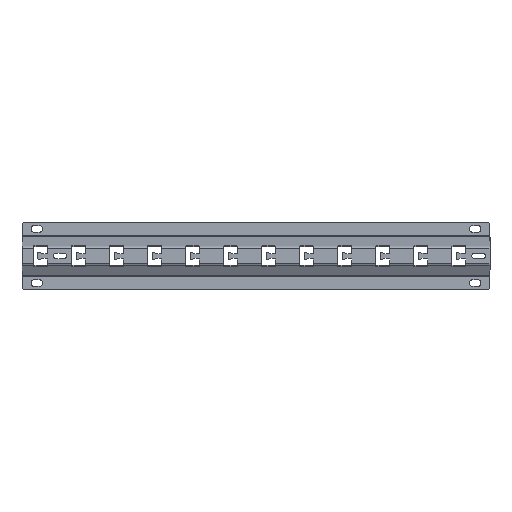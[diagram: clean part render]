
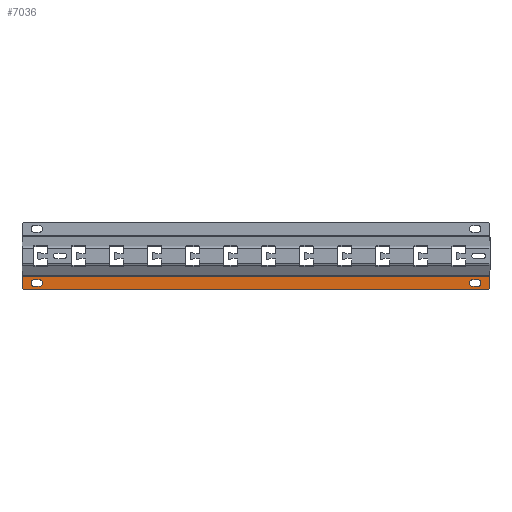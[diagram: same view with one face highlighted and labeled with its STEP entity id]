
A CAD part, top view. The second image highlights one B-rep face of the part: STEP entity #7036.
In plain terms, the highlighted planar face has unit normal (0, 0, 1).
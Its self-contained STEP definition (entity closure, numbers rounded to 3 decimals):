
#11 = DIRECTION ( 'NONE',  ( -1., 0., 0. ) ) ;
#172 = AXIS2_PLACEMENT_3D ( 'NONE', #7812, #9842, #6832 ) ;
#276 = CARTESIAN_POINT ( 'NONE',  ( 0., -31.061, -58.911 ) ) ;
#372 = VECTOR ( 'NONE', #5746, 1000. ) ;
#374 = CARTESIAN_POINT ( 'NONE',  ( 303.5, -40.561, -58.911 ) ) ;
#430 = DIRECTION ( 'NONE',  ( 0., 1., 0. ) ) ;
#539 = DIRECTION ( 'NONE',  ( 0., 0., 1. ) ) ;
#558 = CARTESIAN_POINT ( 'NONE',  ( 307.5, -26.788, -58.911 ) ) ;
#565 = CARTESIAN_POINT ( 'NONE',  ( 303.5, -44.561, -58.911 ) ) ;
#617 = CARTESIAN_POINT ( 'NONE',  ( -307.5, -26.788, -58.911 ) ) ;
#639 = AXIS2_PLACEMENT_3D ( 'NONE', #374, #11232, #6355 ) ;
#694 = AXIS2_PLACEMENT_3D ( 'NONE', #7237, #539, #8486 ) ;
#792 = CIRCLE ( 'NONE', #172, 4.5 ) ;
#811 = LINE ( 'NONE', #7513, #5170 ) ;
#837 = VECTOR ( 'NONE', #5671, 1000. ) ;
#923 = EDGE_CURVE ( 'NONE', #5330, #11545, #811, .T. ) ;
#999 = CARTESIAN_POINT ( 'NONE',  ( 285., -31.061, -58.911 ) ) ;
#1030 = CARTESIAN_POINT ( 'NONE',  ( -291., -31.061, -58.911 ) ) ;
#1042 = ORIENTED_EDGE ( 'NONE', *, *, #2358, .T. ) ;
#1061 = AXIS2_PLACEMENT_3D ( 'NONE', #10794, #4683, #5781 ) ;
#1172 = EDGE_LOOP ( 'NONE', ( #11308, #5944, #11973, #11685, #9258, #2901 ) ) ;
#1206 = DIRECTION ( 'NONE',  ( 0., 0., 1. ) ) ;
#1432 = ORIENTED_EDGE ( 'NONE', *, *, #10230, .F. ) ;
#1956 = EDGE_CURVE ( 'NONE', #9392, #3259, #10998, .T. ) ;
#1969 = CARTESIAN_POINT ( 'NONE',  ( 307.5, -40.561, -58.911 ) ) ;
#2198 = EDGE_CURVE ( 'NONE', #11945, #9028, #12442, .T. ) ;
#2269 = EDGE_CURVE ( 'NONE', #11995, #7695, #10861, .T. ) ;
#2358 = EDGE_CURVE ( 'NONE', #12514, #11995, #9371, .T. ) ;
#2410 = CIRCLE ( 'NONE', #3648, 4. ) ;
#2443 = EDGE_CURVE ( 'NONE', #5630, #9028, #7283, .T. ) ;
#2503 = EDGE_CURVE ( 'NONE', #10330, #10510, #9296, .T. ) ;
#2552 = DIRECTION ( 'NONE',  ( 1., 0., 0. ) ) ;
#2834 = CARTESIAN_POINT ( 'NONE',  ( -295.5, -35.561, -58.911 ) ) ;
#2857 = FACE_BOUND ( 'NONE', #7887, .T. ) ;
#2901 = ORIENTED_EDGE ( 'NONE', *, *, #11939, .F. ) ;
#3214 = ORIENTED_EDGE ( 'NONE', *, *, #3470, .F. ) ;
#3259 = VERTEX_POINT ( 'NONE', #8283 ) ;
#3341 = AXIS2_PLACEMENT_3D ( 'NONE', #10918, #12099, #8971 ) ;
#3470 = EDGE_CURVE ( 'NONE', #6803, #5330, #792, .T. ) ;
#3648 = AXIS2_PLACEMENT_3D ( 'NONE', #10283, #9312, #7349 ) ;
#3769 = CARTESIAN_POINT ( 'NONE',  ( -307.5, -26.788, -58.911 ) ) ;
#3919 = ORIENTED_EDGE ( 'NONE', *, *, #8801, .F. ) ;
#3994 = EDGE_CURVE ( 'NONE', #10330, #6742, #2410, .T. ) ;
#4150 = CARTESIAN_POINT ( 'NONE',  ( -285., -31.061, -58.911 ) ) ;
#4429 = ORIENTED_EDGE ( 'NONE', *, *, #7706, .T. ) ;
#4683 = DIRECTION ( 'NONE',  ( 0., 0., 1. ) ) ;
#5075 = EDGE_CURVE ( 'NONE', #3259, #12514, #12657, .T. ) ;
#5170 = VECTOR ( 'NONE', #9675, 1000. ) ;
#5185 = AXIS2_PLACEMENT_3D ( 'NONE', #6845, #11941, #11006 ) ;
#5202 = VECTOR ( 'NONE', #430, 1000. ) ;
#5330 = VERTEX_POINT ( 'NONE', #12326 ) ;
#5469 = CARTESIAN_POINT ( 'NONE',  ( 307.5, -44.561, -58.911 ) ) ;
#5630 = VERTEX_POINT ( 'NONE', #565 ) ;
#5660 = CARTESIAN_POINT ( 'NONE',  ( -291., -35.561, -58.911 ) ) ;
#5671 = DIRECTION ( 'NONE',  ( 1., 0., 0. ) ) ;
#5746 = DIRECTION ( 'NONE',  ( -1., 0., 0. ) ) ;
#5781 = DIRECTION ( 'NONE',  ( 1., 0., 0. ) ) ;
#5828 = VERTEX_POINT ( 'NONE', #11764 ) ;
#5944 = ORIENTED_EDGE ( 'NONE', *, *, #3994, .T. ) ;
#6024 = DIRECTION ( 'NONE',  ( 1., 0., 0. ) ) ;
#6128 = LINE ( 'NONE', #276, #11901 ) ;
#6219 = CARTESIAN_POINT ( 'NONE',  ( 291., -35.561, -58.911 ) ) ;
#6290 = CARTESIAN_POINT ( 'NONE',  ( -307.5, -25.754, -58.911 ) ) ;
#6355 = DIRECTION ( 'NONE',  ( 1., 0., 0. ) ) ;
#6411 = DIRECTION ( 'NONE',  ( 1., 0., 0. ) ) ;
#6699 = AXIS2_PLACEMENT_3D ( 'NONE', #5660, #7477, #2552 ) ;
#6742 = VERTEX_POINT ( 'NONE', #12119 ) ;
#6803 = VERTEX_POINT ( 'NONE', #12243 ) ;
#6832 = DIRECTION ( 'NONE',  ( 1., 0., 0. ) ) ;
#6845 = CARTESIAN_POINT ( 'NONE',  ( -285., -35.561, -58.911 ) ) ;
#7036 = ADVANCED_FACE ( 'NONE', ( #10735, #8787, #2857 ), #7867, .T. ) ;
#7237 = CARTESIAN_POINT ( 'NONE',  ( 285., -35.561, -58.911 ) ) ;
#7283 = CIRCLE ( 'NONE', #639, 4. ) ;
#7288 = EDGE_CURVE ( 'NONE', #5630, #6742, #10395, .T. ) ;
#7349 = DIRECTION ( 'NONE',  ( 1., 0., 0. ) ) ;
#7461 = DIRECTION ( 'NONE',  ( -1., 0., 0. ) ) ;
#7477 = DIRECTION ( 'NONE',  ( 0., 0., -1. ) ) ;
#7513 = CARTESIAN_POINT ( 'NONE',  ( 0., -40.061, -58.911 ) ) ;
#7695 = VERTEX_POINT ( 'NONE', #1030 ) ;
#7706 = EDGE_CURVE ( 'NONE', #7695, #9392, #10495, .T. ) ;
#7812 = CARTESIAN_POINT ( 'NONE',  ( 285., -35.561, -58.911 ) ) ;
#7867 = PLANE ( 'NONE',  #1061 ) ;
#7887 = EDGE_LOOP ( 'NONE', ( #10847, #1042, #11859, #4429, #12848 ) ) ;
#8222 = EDGE_CURVE ( 'NONE', #11545, #5828, #12758, .T. ) ;
#8283 = CARTESIAN_POINT ( 'NONE',  ( -285., -40.061, -58.911 ) ) ;
#8486 = DIRECTION ( 'NONE',  ( 1., 0., 0. ) ) ;
#8544 = CARTESIAN_POINT ( 'NONE',  ( 0., -31.061, -58.911 ) ) ;
#8593 = CIRCLE ( 'NONE', #694, 4.5 ) ;
#8596 = VERTEX_POINT ( 'NONE', #999 ) ;
#8787 = FACE_OUTER_BOUND ( 'NONE', #1172, .T. ) ;
#8801 = EDGE_CURVE ( 'NONE', #8596, #6803, #8593, .T. ) ;
#8971 = DIRECTION ( 'NONE',  ( 1., 0., 0. ) ) ;
#9028 = VERTEX_POINT ( 'NONE', #1969 ) ;
#9132 = ORIENTED_EDGE ( 'NONE', *, *, #923, .F. ) ;
#9181 = VECTOR ( 'NONE', #7461, 1000. ) ;
#9258 = ORIENTED_EDGE ( 'NONE', *, *, #2198, .F. ) ;
#9296 = LINE ( 'NONE', #6290, #5202 ) ;
#9312 = DIRECTION ( 'NONE',  ( 0., 0., 1. ) ) ;
#9371 = CIRCLE ( 'NONE', #3341, 4.5 ) ;
#9392 = VERTEX_POINT ( 'NONE', #4150 ) ;
#9474 = EDGE_LOOP ( 'NONE', ( #12350, #9132, #3214, #3919, #1432 ) ) ;
#9567 = DIRECTION ( 'NONE',  ( 0., -1., 0. ) ) ;
#9675 = DIRECTION ( 'NONE',  ( 1., 0., 0. ) ) ;
#9782 = CARTESIAN_POINT ( 'NONE',  ( -291., -40.061, -58.911 ) ) ;
#9842 = DIRECTION ( 'NONE',  ( 0., 0., 1. ) ) ;
#10022 = VECTOR ( 'NONE', #6411, 1000. ) ;
#10230 = EDGE_CURVE ( 'NONE', #5828, #8596, #6128, .T. ) ;
#10283 = CARTESIAN_POINT ( 'NONE',  ( -303.5, -40.561, -58.911 ) ) ;
#10330 = VERTEX_POINT ( 'NONE', #12250 ) ;
#10395 = LINE ( 'NONE', #12425, #9181 ) ;
#10495 = LINE ( 'NONE', #8544, #837 ) ;
#10510 = VERTEX_POINT ( 'NONE', #3769 ) ;
#10666 = CARTESIAN_POINT ( 'NONE',  ( 291., -40.061, -58.911 ) ) ;
#10704 = CARTESIAN_POINT ( 'NONE',  ( 0., -40.061, -58.911 ) ) ;
#10735 = FACE_BOUND ( 'NONE', #9474, .T. ) ;
#10794 = CARTESIAN_POINT ( 'NONE',  ( 0., 0.346, -58.911 ) ) ;
#10847 = ORIENTED_EDGE ( 'NONE', *, *, #5075, .T. ) ;
#10861 = CIRCLE ( 'NONE', #6699, 4.5 ) ;
#10883 = AXIS2_PLACEMENT_3D ( 'NONE', #6219, #1206, #6024 ) ;
#10918 = CARTESIAN_POINT ( 'NONE',  ( -291., -35.561, -58.911 ) ) ;
#10998 = CIRCLE ( 'NONE', #5185, 4.5 ) ;
#11006 = DIRECTION ( 'NONE',  ( 1., 0., 0. ) ) ;
#11232 = DIRECTION ( 'NONE',  ( 0., 0., 1. ) ) ;
#11303 = LINE ( 'NONE', #617, #10022 ) ;
#11308 = ORIENTED_EDGE ( 'NONE', *, *, #2503, .F. ) ;
#11545 = VERTEX_POINT ( 'NONE', #10666 ) ;
#11685 = ORIENTED_EDGE ( 'NONE', *, *, #2443, .T. ) ;
#11764 = CARTESIAN_POINT ( 'NONE',  ( 291., -31.061, -58.911 ) ) ;
#11859 = ORIENTED_EDGE ( 'NONE', *, *, #2269, .T. ) ;
#11901 = VECTOR ( 'NONE', #11, 1000. ) ;
#11939 = EDGE_CURVE ( 'NONE', #10510, #11945, #11303, .T. ) ;
#11941 = DIRECTION ( 'NONE',  ( 0., 0., -1. ) ) ;
#11945 = VERTEX_POINT ( 'NONE', #558 ) ;
#11973 = ORIENTED_EDGE ( 'NONE', *, *, #7288, .F. ) ;
#11995 = VERTEX_POINT ( 'NONE', #2834 ) ;
#12099 = DIRECTION ( 'NONE',  ( 0., 0., -1. ) ) ;
#12119 = CARTESIAN_POINT ( 'NONE',  ( -303.5, -44.561, -58.911 ) ) ;
#12243 = CARTESIAN_POINT ( 'NONE',  ( 280.5, -35.561, -58.911 ) ) ;
#12250 = CARTESIAN_POINT ( 'NONE',  ( -307.5, -40.561, -58.911 ) ) ;
#12320 = VECTOR ( 'NONE', #9567, 1000. ) ;
#12326 = CARTESIAN_POINT ( 'NONE',  ( 285., -40.061, -58.911 ) ) ;
#12350 = ORIENTED_EDGE ( 'NONE', *, *, #8222, .F. ) ;
#12425 = CARTESIAN_POINT ( 'NONE',  ( -307.5, -44.561, -58.911 ) ) ;
#12442 = LINE ( 'NONE', #5469, #12320 ) ;
#12514 = VERTEX_POINT ( 'NONE', #9782 ) ;
#12657 = LINE ( 'NONE', #10704, #372 ) ;
#12758 = CIRCLE ( 'NONE', #10883, 4.5 ) ;
#12848 = ORIENTED_EDGE ( 'NONE', *, *, #1956, .T. ) ;
